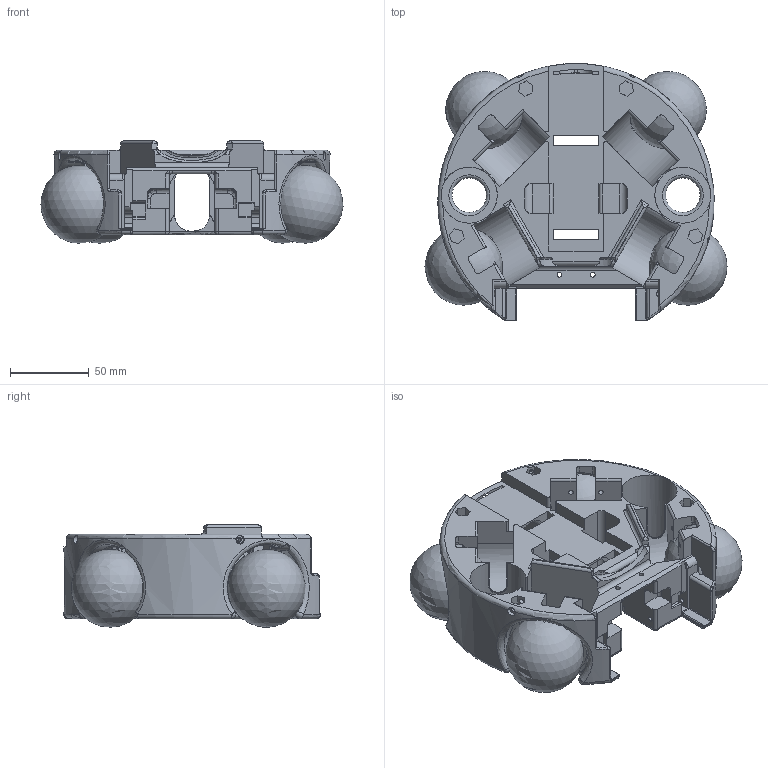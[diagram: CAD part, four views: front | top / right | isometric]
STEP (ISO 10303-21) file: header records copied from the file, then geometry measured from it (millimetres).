
FILE_DESCRIPTION(/* description */ (''),/* implementation_level */ '2;1');
FILE_NAME(/* name */ 'first_floor_simplified.stp',/* time_stamp */ '2022-08-10T05:16:55-03:00',/* author */ ('victo'),/* organization */ (''),/* preprocessor_version */ 'ST-DEVELOPER v19',/* originating_system */ 'Autodesk Inventor 2023',/* authorisation */ '');
FILE_SCHEMA (('AUTOMOTIVE_DESIGN { 1 0 10303 214 3 1 1 }'));
Length unit declared in the file: millimetre
Products named in the file (3): first_floor_simplified; Base_RoboCIn_simplified; wheel_simplified
Assembly tree (5 placements, depth 2):
  first_floor_simplified
    Base_RoboCIn_simplified
    wheel_simplified  x4
Bounding box: 192.35 x 163.62 x 65.25 mm (x, y, z)
Volume: 739446.9 mm3; surface area: 148906.3 mm2
Topology: 5 solids, 5 shells, 676 faces, 1872 edges, 1193 vertices
Faces by surface type: plane 275, cylinder 261, bspline 79, torus 43, sphere 18
Full cylindrical faces by diameter (mm): 3 x30, 5.5 x14, 22 x2, 35.7 x2
Entity records: 30767 total; most frequent: CARTESIAN_POINT 13174, ORIENTED_EDGE 3722, DIRECTION 3367, EDGE_CURVE 1861, AXIS2_PLACEMENT_3D 1223, VERTEX_POINT 1187, LINE 921, VECTOR 921
